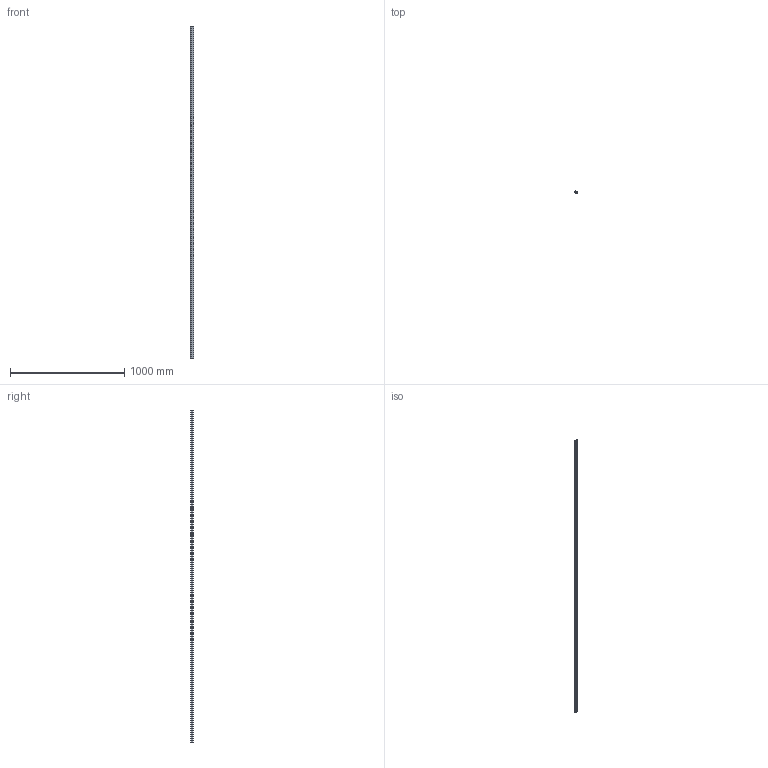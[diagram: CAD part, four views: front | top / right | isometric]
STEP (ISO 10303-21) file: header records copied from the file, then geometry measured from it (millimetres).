
FILE_DESCRIPTION (( 'STEP AP214' ), '1' );
FILE_NAME ('F002752,F002753,F002754,F002755_3D.step', '2022-11-21T18:12:38', ( '' ), ( '' ), 'SwSTEP 2.0', 'SolidWorks 2020', '' );
FILE_SCHEMA (( 'AUTOMOTIVE_DESIGN' ));
Length unit declared in the file: millimetre
Products named in the file (1): F002752,F002753,F002754,F002755_3D
Bounding box: 26.8 x 19.4 x 2900 mm (x, y, z)
Volume: 222406.7 mm3; surface area: 378398.7 mm2
Topology: 1 solids, 1 shells, 44 faces, 126 edges, 84 vertices
Faces by surface type: cylinder 22, plane 22
Entity records: 1492 total; most frequent: DIRECTION 260, CARTESIAN_POINT 255, ORIENTED_EDGE 252, EDGE_CURVE 126, AXIS2_PLACEMENT_3D 89, VERTEX_POINT 84, LINE 82, VECTOR 82
